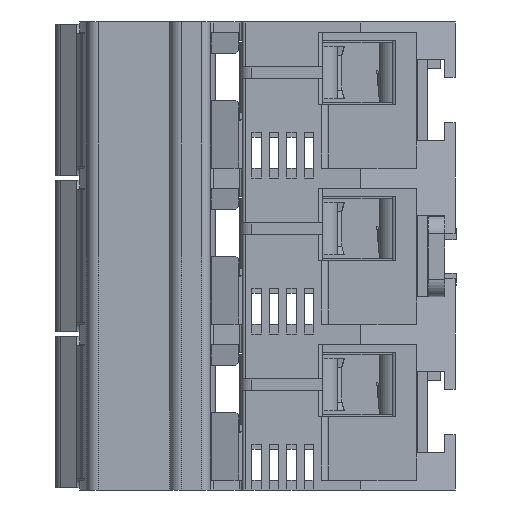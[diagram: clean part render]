
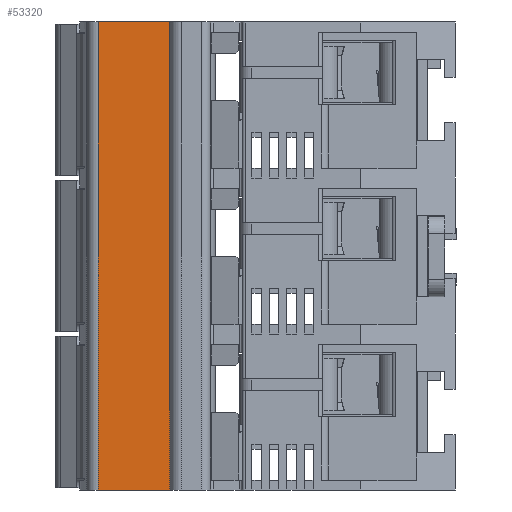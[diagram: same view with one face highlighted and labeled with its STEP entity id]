
A CAD part, left-side view. The second image highlights one B-rep face of the part: STEP entity #53320.
In plain terms, the highlighted planar face has unit normal (-1, 0, 0).
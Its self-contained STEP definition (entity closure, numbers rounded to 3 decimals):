
#5653=DIRECTION('',(0.,0.,1.));
#5654=VECTOR('',#5653,13.4);
#5655=CARTESIAN_POINT('',(-22.5,0.,-13.4));
#5656=LINE('',#5655,#5654);
#5669=DIRECTION('',(0.,0.,1.));
#5670=VECTOR('',#5669,17.4);
#5671=CARTESIAN_POINT('',(-22.5,0.,9.4));
#5672=LINE('',#5671,#5670);
#5685=DIRECTION('',(0.,0.,1.));
#5686=VECTOR('',#5685,17.4);
#5687=CARTESIAN_POINT('',(-22.5,0.,36.2));
#5688=LINE('',#5687,#5686);
#5755=DIRECTION('',(0.,-1.,0.));
#5756=VECTOR('',#5755,1.);
#5757=CARTESIAN_POINT('',(-22.5,0.,53.6));
#5758=LINE('',#5757,#5756);
#5771=DIRECTION('',(0.,-1.,0.));
#5772=VECTOR('',#5771,0.5);
#5773=CARTESIAN_POINT('',(-22.5,-0.5,62.5));
#5774=LINE('',#5773,#5772);
#5775=DIRECTION('',(0.,-1.,0.));
#5776=VECTOR('',#5775,0.5);
#5777=CARTESIAN_POINT('',(-22.5,-0.5,35.7));
#5778=LINE('',#5777,#5776);
#5779=DIRECTION('',(0.,-1.,0.));
#5780=VECTOR('',#5779,0.5);
#5781=CARTESIAN_POINT('',(-22.5,-0.5,8.9));
#5782=LINE('',#5781,#5780);
#5792=DIRECTION('',(0.,0.,-1.));
#5793=VECTOR('',#5792,80.4);
#5794=CARTESIAN_POINT('',(-22.5,12.316,67.));
#5795=LINE('',#5794,#5793);
#5885=DIRECTION('',(0.,1.,0.));
#5886=VECTOR('',#5885,12.316);
#5887=CARTESIAN_POINT('',(-22.5,0.,67.));
#5888=LINE('',#5887,#5886);
#9144=DIRECTION('',(0.,1.,0.));
#9145=VECTOR('',#9144,12.316);
#9146=CARTESIAN_POINT('',(-22.5,0.,-13.4));
#9147=LINE('',#9146,#9145);
#35908=DIRECTION('',(0.,0.,-1.));
#35909=VECTOR('',#35908,8.9);
#35910=CARTESIAN_POINT('',(-22.5,-1.,62.5));
#35911=LINE('',#35910,#35909);
#35948=DIRECTION('',(0.,-0.707,-0.707));
#35949=VECTOR('',#35948,0.707);
#35950=CARTESIAN_POINT('',(-22.5,0.,63.));
#35951=LINE('',#35950,#35949);
#35956=DIRECTION('',(0.,0.,1.));
#35957=VECTOR('',#35956,4.);
#35958=CARTESIAN_POINT('',(-22.5,0.,63.));
#35959=LINE('',#35958,#35957);
#36116=DIRECTION('',(0.,-0.707,-0.707));
#36117=VECTOR('',#36116,0.707);
#36118=CARTESIAN_POINT('',(-22.5,0.,36.2));
#36119=LINE('',#36118,#36117);
#36152=DIRECTION('',(0.,-1.,0.));
#36153=VECTOR('',#36152,1.);
#36154=CARTESIAN_POINT('',(-22.5,0.,26.8));
#36155=LINE('',#36154,#36153);
#36168=DIRECTION('',(0.,0.,-1.));
#36169=VECTOR('',#36168,8.9);
#36170=CARTESIAN_POINT('',(-22.5,-1.,35.7));
#36171=LINE('',#36170,#36169);
#36228=DIRECTION('',(0.,-0.707,-0.707));
#36229=VECTOR('',#36228,0.707);
#36230=CARTESIAN_POINT('',(-22.5,0.,9.4));
#36231=LINE('',#36230,#36229);
#36264=DIRECTION('',(0.,-1.,0.));
#36265=VECTOR('',#36264,1.);
#36266=CARTESIAN_POINT('',(-22.5,0.,0.));
#36267=LINE('',#36266,#36265);
#36280=DIRECTION('',(0.,0.,-1.));
#36281=VECTOR('',#36280,8.9);
#36282=CARTESIAN_POINT('',(-22.5,-1.,8.9));
#36283=LINE('',#36282,#36281);
#37086=CARTESIAN_POINT('',(-22.5,0.,-13.4));
#37087=VERTEX_POINT('',#37086);
#37264=CARTESIAN_POINT('',(-22.5,12.316,-13.4));
#37266=VERTEX_POINT('',#37264);
#38367=CARTESIAN_POINT('',(-22.5,-1.,8.9));
#38369=VERTEX_POINT('',#38367);
#38382=CARTESIAN_POINT('',(-22.5,0.,9.4));
#38384=VERTEX_POINT('',#38382);
#38386=CARTESIAN_POINT('',(-22.5,-0.5,8.9));
#38388=VERTEX_POINT('',#38386);
#38681=CARTESIAN_POINT('',(-22.5,0.,0.));
#38682=CARTESIAN_POINT('',(-22.5,-1.,0.));
#38683=VERTEX_POINT('',#38681);
#38684=VERTEX_POINT('',#38682);
#41473=CARTESIAN_POINT('',(-22.5,-1.,35.7));
#41475=VERTEX_POINT('',#41473);
#41488=CARTESIAN_POINT('',(-22.5,0.,36.2));
#41490=VERTEX_POINT('',#41488);
#41492=CARTESIAN_POINT('',(-22.5,-0.5,35.7));
#41494=VERTEX_POINT('',#41492);
#41783=CARTESIAN_POINT('',(-22.5,0.,26.8));
#41784=CARTESIAN_POINT('',(-22.5,-1.,26.8));
#41785=VERTEX_POINT('',#41783);
#41786=VERTEX_POINT('',#41784);
#44832=CARTESIAN_POINT('',(-22.5,12.316,67.));
#44834=VERTEX_POINT('',#44832);
#44836=CARTESIAN_POINT('',(-22.5,0.,67.));
#44837=VERTEX_POINT('',#44836);
#45147=CARTESIAN_POINT('',(-22.5,-1.,62.5));
#45149=VERTEX_POINT('',#45147);
#45170=CARTESIAN_POINT('',(-22.5,0.,63.));
#45172=VERTEX_POINT('',#45170);
#45174=CARTESIAN_POINT('',(-22.5,-0.5,62.5));
#45176=VERTEX_POINT('',#45174);
#45477=CARTESIAN_POINT('',(-22.5,0.,53.6));
#45478=CARTESIAN_POINT('',(-22.5,-1.,53.6));
#45479=VERTEX_POINT('',#45477);
#45480=VERTEX_POINT('',#45478);
#53279=CARTESIAN_POINT('',(-22.5,14.088,0.));
#53280=DIRECTION('',(-1.,0.,0.));
#53281=DIRECTION('',(0.,-1.,0.));
#53282=AXIS2_PLACEMENT_3D('',#53279,#53280,#53281);
#53283=PLANE('',#53282);
#53285=ORIENTED_EDGE('',*,*,#53284,.F.);
#53287=ORIENTED_EDGE('',*,*,#53286,.F.);
#53289=ORIENTED_EDGE('',*,*,#53288,.F.);
#53291=ORIENTED_EDGE('',*,*,#53290,.T.);
#53293=ORIENTED_EDGE('',*,*,#53292,.T.);
#53295=ORIENTED_EDGE('',*,*,#53294,.T.);
#53296=ORIENTED_EDGE('',*,*,#53269,.F.);
#53297=ORIENTED_EDGE('',*,*,#53213,.F.);
#53299=ORIENTED_EDGE('',*,*,#53298,.T.);
#53301=ORIENTED_EDGE('',*,*,#53300,.T.);
#53303=ORIENTED_EDGE('',*,*,#53302,.T.);
#53305=ORIENTED_EDGE('',*,*,#53304,.F.);
#53306=ORIENTED_EDGE('',*,*,#53197,.F.);
#53308=ORIENTED_EDGE('',*,*,#53307,.T.);
#53310=ORIENTED_EDGE('',*,*,#53309,.T.);
#53312=ORIENTED_EDGE('',*,*,#53311,.T.);
#53314=ORIENTED_EDGE('',*,*,#53313,.F.);
#53315=ORIENTED_EDGE('',*,*,#53181,.F.);
#53317=ORIENTED_EDGE('',*,*,#53316,.T.);
#53318=EDGE_LOOP('',(#53285,#53287,#53289,#53291,#53293,#53295,#53296,#53297,
#53299,#53301,#53303,#53305,#53306,#53308,#53310,#53312,#53314,#53315,#53317));
#53319=FACE_OUTER_BOUND('',#53318,.F.);
#53181=EDGE_CURVE('',#37087,#38683,#5656,.T.);
#53197=EDGE_CURVE('',#38384,#41785,#5672,.T.);
#53213=EDGE_CURVE('',#41490,#45479,#5688,.T.);
#53269=EDGE_CURVE('',#45479,#45480,#5758,.T.);
#53284=EDGE_CURVE('',#44834,#37266,#5795,.T.);
#53286=EDGE_CURVE('',#44837,#44834,#5888,.T.);
#53288=EDGE_CURVE('',#45172,#44837,#35959,.T.);
#53290=EDGE_CURVE('',#45172,#45176,#35951,.T.);
#53292=EDGE_CURVE('',#45176,#45149,#5774,.T.);
#53294=EDGE_CURVE('',#45149,#45480,#35911,.T.);
#53298=EDGE_CURVE('',#41490,#41494,#36119,.T.);
#53300=EDGE_CURVE('',#41494,#41475,#5778,.T.);
#53302=EDGE_CURVE('',#41475,#41786,#36171,.T.);
#53304=EDGE_CURVE('',#41785,#41786,#36155,.T.);
#53307=EDGE_CURVE('',#38384,#38388,#36231,.T.);
#53309=EDGE_CURVE('',#38388,#38369,#5782,.T.);
#53311=EDGE_CURVE('',#38369,#38684,#36283,.T.);
#53313=EDGE_CURVE('',#38683,#38684,#36267,.T.);
#53316=EDGE_CURVE('',#37087,#37266,#9147,.T.);
#53320=ADVANCED_FACE('',(#53319),#53283,.T.);
